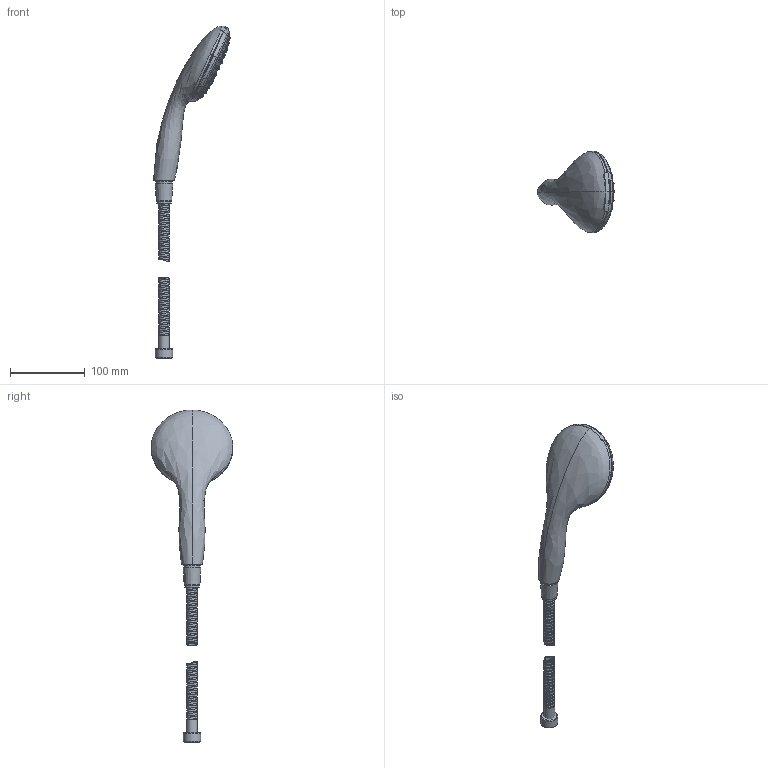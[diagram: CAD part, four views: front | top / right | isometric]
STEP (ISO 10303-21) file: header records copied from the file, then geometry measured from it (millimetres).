
FILE_DESCRIPTION(/* description */ ('Unknown'),/* implementation_level */ '2;1');
FILE_NAME(/* name */ '26720001',/* time_stamp */ '2022-09-27T17:54:38+02:00',/* author */ ('Unknown'),/* organization */ ('GROHE AG'),/* preprocessor_version */ 'ST-DEVELOPER v16.7',/* originating_system */ 'DEX',/* authorisation */ $);
FILE_SCHEMA (('AUTOMOTIVE_DESIGN {1 0 10303 214 3 1 1}'));
Products named in the file (2): 26720001; id11
Assembly tree (1 placements, depth 2):
  26720001
    id11
Bounding box: 103.14 x 109.55 x 444.89 mm (x, y, z)
Volume: 4986.9 mm3; surface area: 84911.3 mm2
Topology: 1 solids, 183 shells, 555 faces, 2028 edges, 1640 vertices
Faces by surface type: torus 160, bspline 109, cylinder 99, plane 95, cone 84, sphere 8
Full cylindrical faces by diameter (mm): 2.8 x79, 3.7 x2, 10.8 x2, 14.7 x2, 19.9 x1, 21.2 x1, 22.6 x1, 23 x1, 100.004 x1, 109.919 x1
Entity records: 39215 total; most frequent: CARTESIAN_POINT 24985, ORIENTED_EDGE 2098, DIRECTION 1606, EDGE_CURVE 1575, VERTEX_POINT 1463, B_SPLINE_CURVE_WITH_KNOTS 1198, EDGE_LOOP 1088, FACE_BOUND 1088
